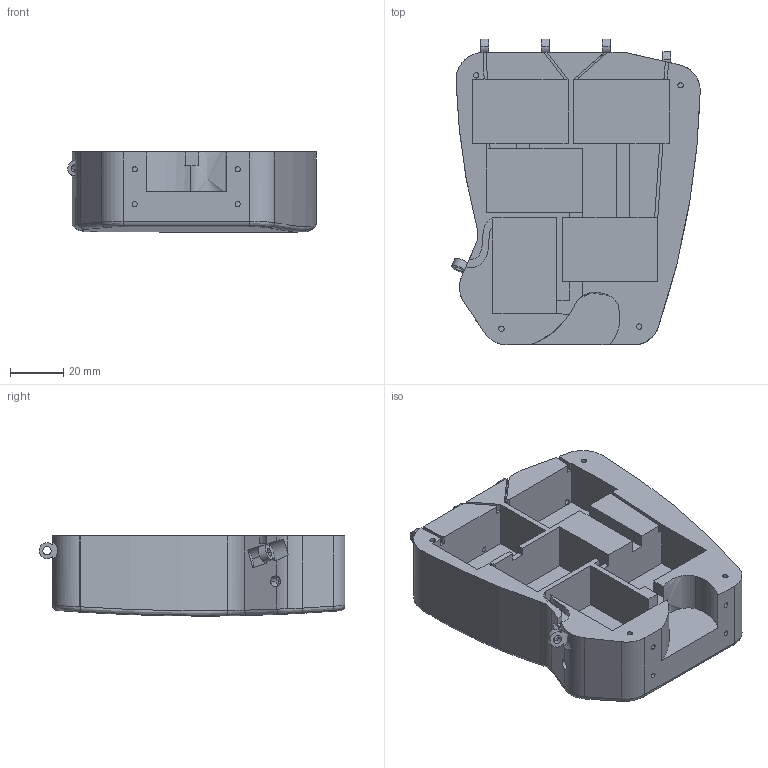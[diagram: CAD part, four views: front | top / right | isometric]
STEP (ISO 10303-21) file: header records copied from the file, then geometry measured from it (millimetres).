
FILE_DESCRIPTION (( 'STEP AP214' ), '1' );
FILE_NAME ('Main_hand.STEP', '2026-02-16T16:48:05', ( '' ), ( '' ), 'SwSTEP 2.0', 'SolidWorks 2025', '' );
FILE_SCHEMA (( 'AUTOMOTIVE_DESIGN' ));
Length unit declared in the file: millimetre
Products named in the file (1): Main_hand
Bounding box: 93.39 x 115 x 30.12 mm (x, y, z)
Volume: 176320.9 mm3; surface area: 41440.6 mm2
Topology: 1 solids, 1 shells, 219 faces, 589 edges, 386 vertices
Faces by surface type: plane 107, cylinder 92, bspline 20
Entity records: 7588 total; most frequent: CARTESIAN_POINT 2103, ORIENTED_EDGE 1178, DIRECTION 1096, EDGE_CURVE 589, VERTEX_POINT 386, AXIS2_PLACEMENT_3D 377, VECTOR 342, LINE 342
